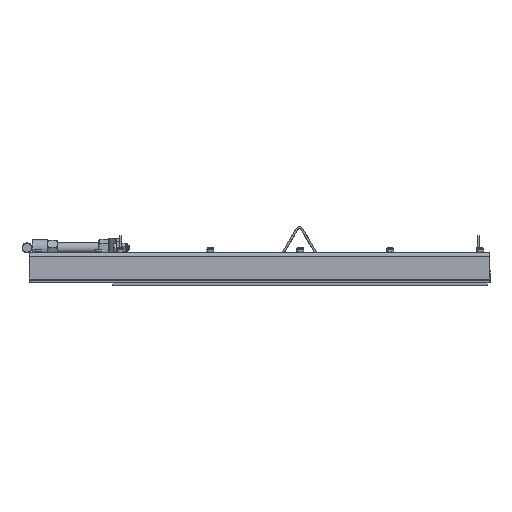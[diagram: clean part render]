
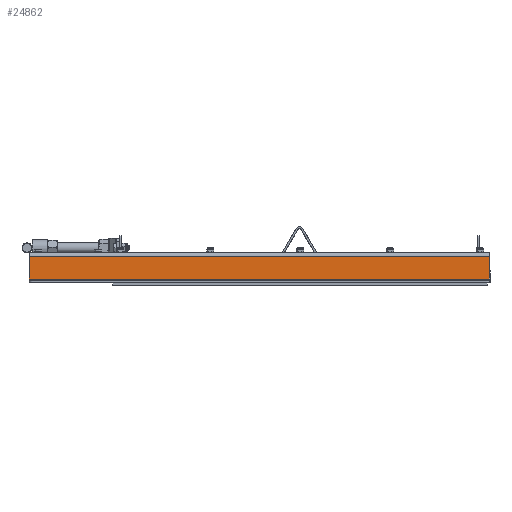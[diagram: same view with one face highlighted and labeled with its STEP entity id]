
A CAD part, left-side view. The second image highlights one B-rep face of the part: STEP entity #24862.
In plain terms, the highlighted planar face has unit normal (-1, 0, 0).
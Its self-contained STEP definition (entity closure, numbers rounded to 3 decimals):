
#694 = LINE ( 'NONE', #20125, #17639 ) ;
#1158 = VECTOR ( 'NONE', #34045, 1000. ) ;
#3213 = PLANE ( 'NONE',  #6225 ) ;
#3614 = ORIENTED_EDGE ( 'NONE', *, *, #17295, .T. ) ;
#6048 = LINE ( 'NONE', #14553, #1158 ) ;
#6225 = AXIS2_PLACEMENT_3D ( 'NONE', #31941, #23039, #15027 ) ;
#7144 = CARTESIAN_POINT ( 'NONE',  ( -17.571, 757.465, 427.84 ) ) ;
#8583 = CARTESIAN_POINT ( 'NONE',  ( -17.571, 25.465, 427.84 ) ) ;
#8693 = VERTEX_POINT ( 'NONE', #17593 ) ;
#8812 = EDGE_CURVE ( 'NONE', #25800, #19196, #28917, .T. ) ;
#11509 = FACE_OUTER_BOUND ( 'NONE', #32916, .T. ) ;
#11861 = CARTESIAN_POINT ( 'NONE',  ( -17.571, 757.465, 424.84 ) ) ;
#12041 = DIRECTION ( 'NONE',  ( 0., 0., 1. ) ) ;
#14529 = DIRECTION ( 'NONE',  ( 0., 0., 1. ) ) ;
#14553 = CARTESIAN_POINT ( 'NONE',  ( -17.571, 25.465, 427.84 ) ) ;
#15027 = DIRECTION ( 'NONE',  ( 0., 0., -1. ) ) ;
#17295 = EDGE_CURVE ( 'NONE', #25800, #26160, #6048, .T. ) ;
#17593 = CARTESIAN_POINT ( 'NONE',  ( -17.571, 25.465, 463.84 ) ) ;
#17639 = VECTOR ( 'NONE', #31247, 1000. ) ;
#18135 = VECTOR ( 'NONE', #14529, 1000. ) ;
#19196 = VERTEX_POINT ( 'NONE', #35385 ) ;
#20125 = CARTESIAN_POINT ( 'NONE',  ( -17.571, 757.465, 463.84 ) ) ;
#20194 = ORIENTED_EDGE ( 'NONE', *, *, #8812, .F. ) ;
#20657 = LINE ( 'NONE', #31989, #18135 ) ;
#23039 = DIRECTION ( 'NONE',  ( 1., 0., 0. ) ) ;
#24862 = ADVANCED_FACE ( 'NONE', ( #11509 ), #3213, .F. ) ;
#25800 = VERTEX_POINT ( 'NONE', #7144 ) ;
#26160 = VERTEX_POINT ( 'NONE', #8583 ) ;
#28917 = LINE ( 'NONE', #11861, #36510 ) ;
#31247 = DIRECTION ( 'NONE',  ( 0., 1., 0. ) ) ;
#31941 = CARTESIAN_POINT ( 'NONE',  ( -17.571, 757.465, 424.84 ) ) ;
#31989 = CARTESIAN_POINT ( 'NONE',  ( -17.571, 25.465, 424.84 ) ) ;
#32402 = ORIENTED_EDGE ( 'NONE', *, *, #34764, .T. ) ;
#32884 = EDGE_CURVE ( 'NONE', #8693, #19196, #694, .T. ) ;
#32916 = EDGE_LOOP ( 'NONE', ( #32402, #32976, #20194, #3614 ) ) ;
#32976 = ORIENTED_EDGE ( 'NONE', *, *, #32884, .T. ) ;
#34045 = DIRECTION ( 'NONE',  ( 0., -1., 0. ) ) ;
#34764 = EDGE_CURVE ( 'NONE', #26160, #8693, #20657, .T. ) ;
#35385 = CARTESIAN_POINT ( 'NONE',  ( -17.571, 757.465, 463.84 ) ) ;
#36510 = VECTOR ( 'NONE', #12041, 1000. ) ;
